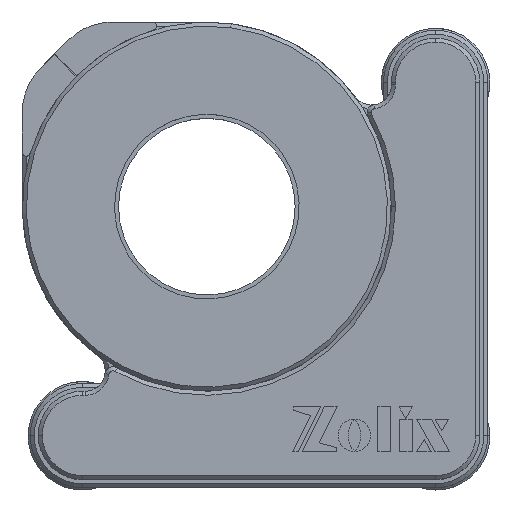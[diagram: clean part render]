
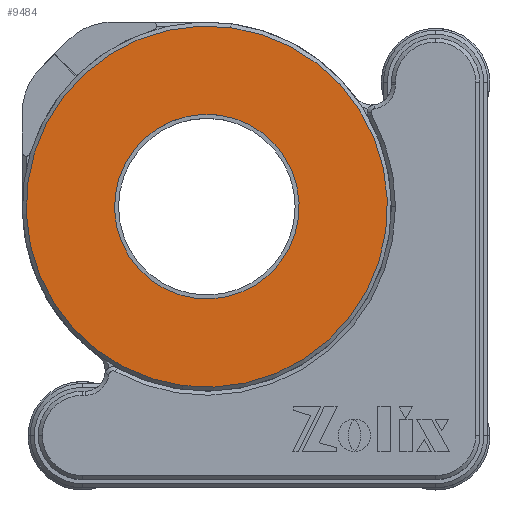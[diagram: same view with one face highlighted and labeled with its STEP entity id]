
A CAD part, top view. The second image highlights one B-rep face of the part: STEP entity #9484.
In plain terms, the highlighted planar face has unit normal (0, 0, 1).
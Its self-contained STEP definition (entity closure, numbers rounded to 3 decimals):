
#188 = FACE_BOUND ( 'NONE', #24052, .T. ) ;
#1451 = VERTEX_POINT ( 'NONE', #13896 ) ;
#2689 = CARTESIAN_POINT ( 'NONE',  ( -23.389, 9.732, -8.28 ) ) ;
#3206 = CARTESIAN_POINT ( 'NONE',  ( -23.389, 9.732, -8.28 ) ) ;
#4062 = EDGE_CURVE ( 'NONE', #23014, #8508, #9226, .T. ) ;
#4999 = CARTESIAN_POINT ( 'NONE',  ( -23.389, 9.732, -8.28 ) ) ;
#5463 = AXIS2_PLACEMENT_3D ( 'NONE', #4999, #6842, #12803 ) ;
#6081 = CARTESIAN_POINT ( 'NONE',  ( -21.866, 21.131, -8.28 ) ) ;
#6082 = DIRECTION ( 'NONE',  ( -0.132, -0.991, 0. ) ) ;
#6606 = EDGE_CURVE ( 'NONE', #8508, #23014, #14205, .T. ) ;
#6842 = DIRECTION ( 'NONE',  ( 0., 0., 1. ) ) ;
#7008 = DIRECTION ( 'NONE',  ( -0.132, -0.991, 0. ) ) ;
#8508 = VERTEX_POINT ( 'NONE', #19181 ) ;
#8744 = EDGE_CURVE ( 'NONE', #16061, #1451, #9707, .T. ) ;
#8906 = CIRCLE ( 'NONE', #18077, 11.5 ) ;
#9135 = AXIS2_PLACEMENT_3D ( 'NONE', #2689, #16085, #14187 ) ;
#9226 = CIRCLE ( 'NONE', #5463, 22.5 ) ;
#9264 = CARTESIAN_POINT ( 'NONE',  ( -46.186, 12.777, -8.28 ) ) ;
#9484 = ADVANCED_FACE ( 'NONE', ( #15569, #188 ), #24173, .F. ) ;
#9707 = CIRCLE ( 'NONE', #9135, 11.5 ) ;
#11011 = CARTESIAN_POINT ( 'NONE',  ( -20.41, 32.034, -8.28 ) ) ;
#12803 = DIRECTION ( 'NONE',  ( -0.132, -0.991, 0. ) ) ;
#13896 = CARTESIAN_POINT ( 'NONE',  ( -24.911, -1.667, -8.28 ) ) ;
#13997 = CARTESIAN_POINT ( 'NONE',  ( -23.389, 9.732, -8.28 ) ) ;
#14187 = DIRECTION ( 'NONE',  ( -0.132, -0.991, 0. ) ) ;
#14205 = CIRCLE ( 'NONE', #17838, 22.5 ) ;
#14792 = EDGE_LOOP ( 'NONE', ( #19460, #19091 ) ) ;
#15569 = FACE_OUTER_BOUND ( 'NONE', #14792, .T. ) ;
#16061 = VERTEX_POINT ( 'NONE', #6081 ) ;
#16085 = DIRECTION ( 'NONE',  ( 0., 0., -1. ) ) ;
#17351 = EDGE_CURVE ( 'NONE', #1451, #16061, #8906, .T. ) ;
#17376 = AXIS2_PLACEMENT_3D ( 'NONE', #9264, #22370, #7008 ) ;
#17530 = DIRECTION ( 'NONE',  ( 0., 0., -1. ) ) ;
#17781 = DIRECTION ( 'NONE',  ( 0., 0., 1. ) ) ;
#17838 = AXIS2_PLACEMENT_3D ( 'NONE', #3206, #17781, #6082 ) ;
#18077 = AXIS2_PLACEMENT_3D ( 'NONE', #13997, #17530, #23305 ) ;
#18431 = ORIENTED_EDGE ( 'NONE', *, *, #17351, .T. ) ;
#19091 = ORIENTED_EDGE ( 'NONE', *, *, #4062, .T. ) ;
#19181 = CARTESIAN_POINT ( 'NONE',  ( -26.368, -12.57, -8.28 ) ) ;
#19460 = ORIENTED_EDGE ( 'NONE', *, *, #6606, .T. ) ;
#20542 = ORIENTED_EDGE ( 'NONE', *, *, #8744, .T. ) ;
#22370 = DIRECTION ( 'NONE',  ( 0., 0., -1. ) ) ;
#23014 = VERTEX_POINT ( 'NONE', #11011 ) ;
#23305 = DIRECTION ( 'NONE',  ( -0.132, -0.991, 0. ) ) ;
#24052 = EDGE_LOOP ( 'NONE', ( #18431, #20542 ) ) ;
#24173 = PLANE ( 'NONE',  #17376 ) ;
